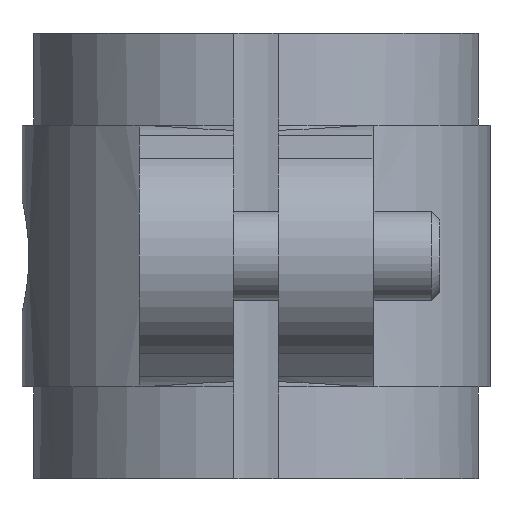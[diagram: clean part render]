
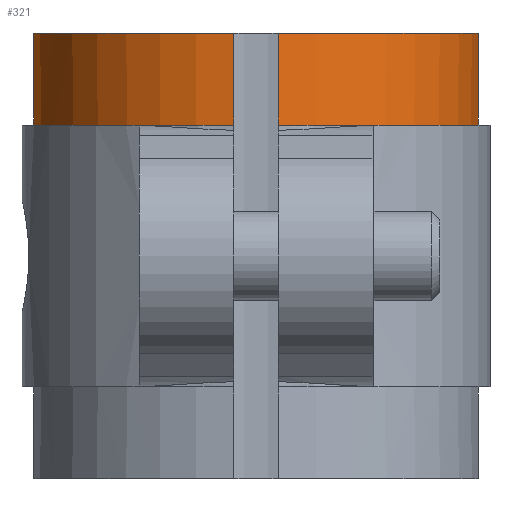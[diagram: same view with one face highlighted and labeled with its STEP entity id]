
A CAD part, left-side view. The second image highlights one B-rep face of the part: STEP entity #321.
In plain terms, the highlighted cylindrical face has radius 20 mm (diameter 40 mm), a partial arc.
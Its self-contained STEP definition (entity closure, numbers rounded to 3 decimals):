
#321 = ADVANCED_FACE( '', ( #752 ), #753, .T. );
#752 = FACE_OUTER_BOUND( '', #1297, .T. );
#753 = CYLINDRICAL_SURFACE( '', #1298, 20. );
#1297 = EDGE_LOOP( '', ( #2231, #2232, #2233, #2234, #2235, #2236, #2237, #2238 ) );
#1298 = AXIS2_PLACEMENT_3D( '', #2239, #2240, #2241 );
#2231 = ORIENTED_EDGE( '', *, *, #3432, .F. );
#2232 = ORIENTED_EDGE( '', *, *, #3433, .T. );
#2233 = ORIENTED_EDGE( '', *, *, #3434, .F. );
#2234 = ORIENTED_EDGE( '', *, *, #3317, .F. );
#2235 = ORIENTED_EDGE( '', *, *, #3162, .T. );
#2236 = ORIENTED_EDGE( '', *, *, #3298, .T. );
#2237 = ORIENTED_EDGE( '', *, *, #3435, .F. );
#2238 = ORIENTED_EDGE( '', *, *, #3436, .F. );
#2239 = CARTESIAN_POINT( '', ( 0., 0., 40. ) );
#2240 = DIRECTION( '', ( 0., 0., 1. ) );
#2241 = DIRECTION( '', ( -1., 0., 0. ) );
#3162 = EDGE_CURVE( '', #3796, #3793, #3797, .T. );
#3298 = EDGE_CURVE( '', #3793, #4022, #4024, .T. );
#3317 = EDGE_CURVE( '', #3796, #4055, #4056, .T. );
#3432 = EDGE_CURVE( '', #4229, #4230, #4231, .F. );
#3433 = EDGE_CURVE( '', #4229, #4232, #4233, .T. );
#3434 = EDGE_CURVE( '', #4055, #4232, #4234, .T. );
#3435 = EDGE_CURVE( '', #4235, #4022, #4236, .T. );
#3436 = EDGE_CURVE( '', #4230, #4235, #4237, .T. );
#3793 = VERTEX_POINT( '', #4720 );
#3796 = VERTEX_POINT( '', #4724 );
#3797 = LINE( '', #4725, #4726 );
#4022 = VERTEX_POINT( '', #5094 );
#4024 = CIRCLE( '', #5097, 20. );
#4055 = VERTEX_POINT( '', #5147 );
#4056 = CIRCLE( '', #5148, 20. );
#4229 = VERTEX_POINT( '', #5481 );
#4230 = VERTEX_POINT( '', #5482 );
#4231 = LINE( '', #5483, #5484 );
#4232 = VERTEX_POINT( '', #5485 );
#4233 = CIRCLE( '', #5486, 20. );
#4234 = LINE( '', #5487, #5488 );
#4235 = VERTEX_POINT( '', #5489 );
#4236 = LINE( '', #5490, #5491 );
#4237 = CIRCLE( '', #5492, 20. );
#4720 = CARTESIAN_POINT( '', ( 16.184, 11.75, 31.75 ) );
#4724 = CARTESIAN_POINT( '', ( 16.184, 11.75, 32.75 ) );
#4725 = CARTESIAN_POINT( '', ( 16.184, 11.75, 40. ) );
#4726 = VECTOR( '', #5974, 1000. );
#5094 = CARTESIAN_POINT( '', ( -19.9, 2., 31.75 ) );
#5097 = AXIS2_PLACEMENT_3D( '', #6134, #6135, #6136 );
#5147 = CARTESIAN_POINT( '', ( 16.184, -11.75, 32.75 ) );
#5148 = AXIS2_PLACEMENT_3D( '', #6159, #6160, #6161 );
#5481 = CARTESIAN_POINT( '', ( -19.9, -2., 31.75 ) );
#5482 = CARTESIAN_POINT( '', ( -19.9, -2., 40. ) );
#5483 = CARTESIAN_POINT( '', ( -19.9, -2., 40. ) );
#5484 = VECTOR( '', #6292, 1000. );
#5485 = CARTESIAN_POINT( '', ( 16.184, -11.75, 31.75 ) );
#5486 = AXIS2_PLACEMENT_3D( '', #6293, #6294, #6295 );
#5487 = CARTESIAN_POINT( '', ( 16.184, -11.75, 40. ) );
#5488 = VECTOR( '', #6296, 1000. );
#5489 = CARTESIAN_POINT( '', ( -19.9, 2., 40. ) );
#5490 = CARTESIAN_POINT( '', ( -19.9, 2., 40. ) );
#5491 = VECTOR( '', #6297, 1000. );
#5492 = AXIS2_PLACEMENT_3D( '', #6298, #6299, #6300 );
#5974 = DIRECTION( '', ( 0., 0., -1. ) );
#6134 = CARTESIAN_POINT( '', ( 0., 0., 31.75 ) );
#6135 = DIRECTION( '', ( 0., 0., 1. ) );
#6136 = DIRECTION( '', ( 1., 0., 0. ) );
#6159 = CARTESIAN_POINT( '', ( 0., 0., 32.75 ) );
#6160 = DIRECTION( '', ( 0., 0., -1. ) );
#6161 = DIRECTION( '', ( -1., 0., 0. ) );
#6292 = DIRECTION( '', ( 0., 0., -1. ) );
#6293 = CARTESIAN_POINT( '', ( 0., 0., 31.75 ) );
#6294 = DIRECTION( '', ( 0., 0., 1. ) );
#6295 = DIRECTION( '', ( 1., 0., 0. ) );
#6296 = DIRECTION( '', ( 0., 0., -1. ) );
#6297 = DIRECTION( '', ( 0., 0., -1. ) );
#6298 = CARTESIAN_POINT( '', ( 0., 0., 40. ) );
#6299 = DIRECTION( '', ( 0., 0., 1. ) );
#6300 = DIRECTION( '', ( 1., 0., 0. ) );
